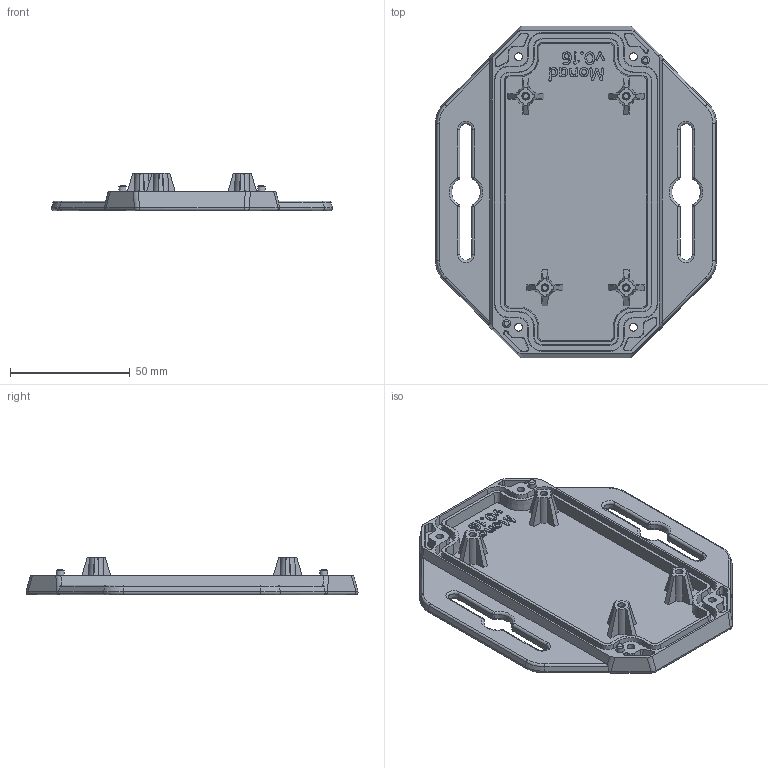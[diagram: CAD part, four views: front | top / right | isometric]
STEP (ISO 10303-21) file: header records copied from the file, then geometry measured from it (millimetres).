
FILE_DESCRIPTION(('FreeCAD Model'),'2;1');
FILE_NAME('Open CASCADE Shape Model','2021-02-28T22:56:48',(''),(''), 'Open CASCADE STEP processor 7.4','FreeCAD','Unknown');
FILE_SCHEMA(('AUTOMOTIVE_DESIGN { 1 0 10303 214 1 1 1 1 }'));
Length unit declared in the file: millimetre
Products named in the file (1): enclosure-base
Bounding box: 117.39 x 138.68 x 15.6 mm (x, y, z)
Volume: 53006.5 mm3; surface area: 36997.5 mm2
Topology: 1 solids, 1 shells, 520 faces, 1356 edges, 862 vertices
Faces by surface type: plane 135, extrusion 122, bspline 81, cone 72, cylinder 70, torus 24, sphere 16
Full cylindrical faces by diameter (mm): 3.2 x8, 7 x4
Entity records: 17052 total; most frequent: CARTESIAN_POINT 5158, ORIENTED_EDGE 2680, DIRECTION 2018, EDGE_CURVE 1340, VERTEX_POINT 862, VECTOR 686, AXIS2_PLACEMENT_3D 666, FACE_BOUND 572
